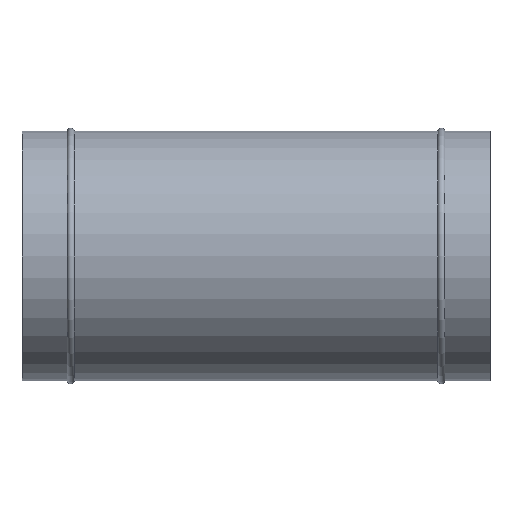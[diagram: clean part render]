
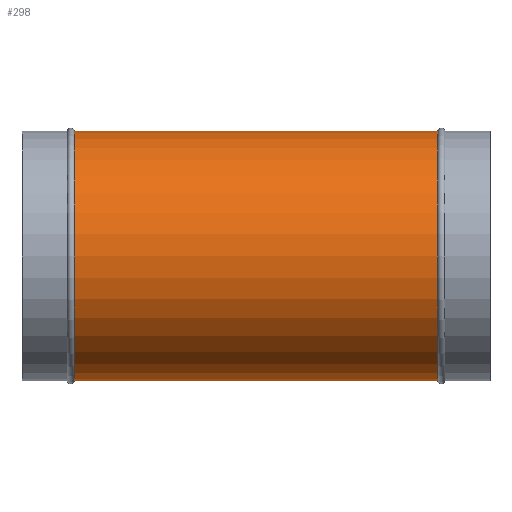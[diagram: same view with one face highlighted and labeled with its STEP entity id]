
A CAD part, front view. The second image highlights one B-rep face of the part: STEP entity #298.
In plain terms, the highlighted cylindrical face has radius 100 mm (diameter 200 mm), a partial arc.
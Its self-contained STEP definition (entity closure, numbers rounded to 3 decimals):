
#106 = VERTEX_POINT ( 'NONE', #732 ) ;
#107 = VERTEX_POINT ( 'NONE', #731 ) ;
#196 = EDGE_CURVE ( 'NONE', #1596, #106, #957, .T. ) ;
#220 = EDGE_CURVE ( 'NONE', #1581, #107, #978, .T. ) ;
#275 = EDGE_LOOP ( 'NONE', ( #276, #277, #279, #280 ) ) ;
#276 = ORIENTED_EDGE ( 'NONE', *, *, #220, .F. ) ;
#277 = ORIENTED_EDGE ( 'NONE', *, *, #278, .T. ) ;
#278 = EDGE_CURVE ( 'NONE', #1581, #1596, #1107, .T. ) ;
#279 = ORIENTED_EDGE ( 'NONE', *, *, #196, .T. ) ;
#280 = ORIENTED_EDGE ( 'NONE', *, *, #281, .F. ) ;
#281 = EDGE_CURVE ( 'NONE', #107, #106, #1102, .T. ) ;
#298 = ADVANCED_FACE ( 'NONE', ( #1175 ), #1173, .T. ) ;
#731 = CARTESIAN_POINT ( 'NONE',  ( 145.5, 0., 100. ) ) ;
#732 = CARTESIAN_POINT ( 'NONE',  ( 145.5, 0., -100. ) ) ;
#954 = DIRECTION ( 'NONE',  ( 1., 0., 0. ) ) ;
#955 = VECTOR ( 'NONE', #954, 1000. ) ;
#956 = CARTESIAN_POINT ( 'NONE',  ( 0., 0., -100. ) ) ;
#957 = LINE ( 'NONE', #956, #955 ) ;
#977 = CARTESIAN_POINT ( 'NONE',  ( 0., 0., 100. ) ) ;
#978 = LINE ( 'NONE', #977, #1042 ) ;
#1041 = DIRECTION ( 'NONE',  ( 1., 0., 0. ) ) ;
#1042 = VECTOR ( 'NONE', #1041, 1000. ) ;
#1102 = CIRCLE ( 'NONE', #1156, 100. ) ;
#1103 = DIRECTION ( 'NONE',  ( 0., 0., -1. ) ) ;
#1104 = DIRECTION ( 'NONE',  ( 1., 0., 0. ) ) ;
#1105 = CARTESIAN_POINT ( 'NONE',  ( -145.5, 0., 0. ) ) ;
#1106 = AXIS2_PLACEMENT_3D ( 'NONE', #1105, #1104, #1103 ) ;
#1107 = CIRCLE ( 'NONE', #1106, 100. ) ;
#1153 = DIRECTION ( 'NONE',  ( 0., 0., -1. ) ) ;
#1154 = DIRECTION ( 'NONE',  ( 1., 0., 0. ) ) ;
#1155 = CARTESIAN_POINT ( 'NONE',  ( 145.5, 0., 0. ) ) ;
#1156 = AXIS2_PLACEMENT_3D ( 'NONE', #1155, #1154, #1153 ) ;
#1169 = DIRECTION ( 'NONE',  ( 0., 0., -1. ) ) ;
#1170 = DIRECTION ( 'NONE',  ( 1., 0., 0. ) ) ;
#1171 = CARTESIAN_POINT ( 'NONE',  ( 0., 0., 0. ) ) ;
#1172 = AXIS2_PLACEMENT_3D ( 'NONE', #1171, #1170, #1169 ) ;
#1173 = CYLINDRICAL_SURFACE ( 'NONE', #1172, 100. ) ;
#1175 = FACE_OUTER_BOUND ( 'NONE', #275, .T. ) ;
#1483 = CARTESIAN_POINT ( 'NONE',  ( -145.5, 0., 100. ) ) ;
#1522 = CARTESIAN_POINT ( 'NONE',  ( -145.5, 0., -100. ) ) ;
#1581 = VERTEX_POINT ( 'NONE', #1483 ) ;
#1596 = VERTEX_POINT ( 'NONE', #1522 ) ;
